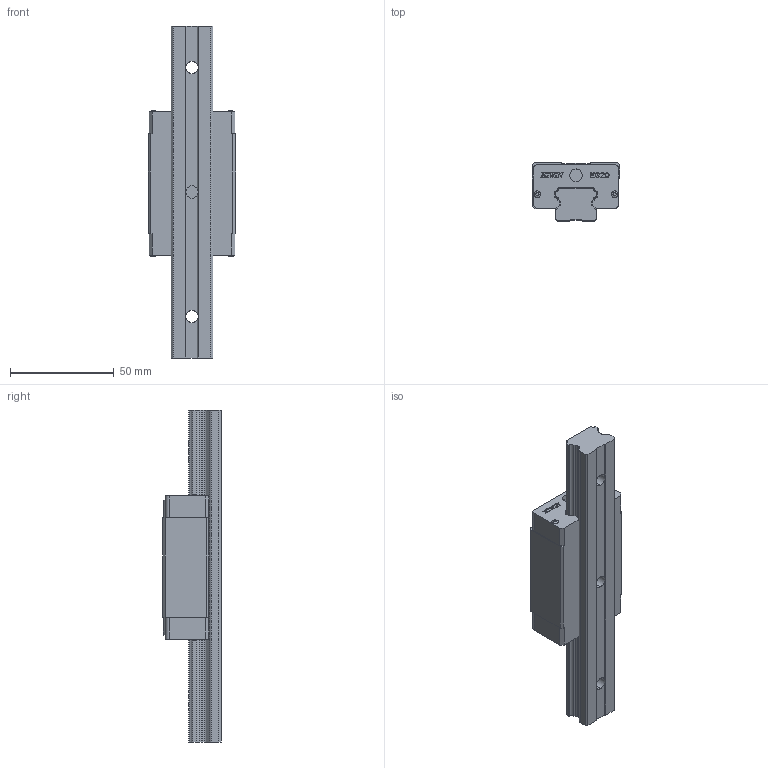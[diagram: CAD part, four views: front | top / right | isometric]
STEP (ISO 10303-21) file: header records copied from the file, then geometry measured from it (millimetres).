
FILE_DESCRIPTION(('STEP AP214'),'1');
FILE_NAME('egh20ca.stp','2022-09-14T02:49:02',('TraceParts'),('TraceParts S.A.'),'Spatial InterOp 3D',' ',' ');
FILE_SCHEMA(('AUTOMOTIVE_DESIGN { 1 0 10303 214 1 1 1 1 }'));
Length unit declared in the file: millimetre
Products named in the file (1): egh20ca_1
Bounding box: 42 x 28 x 160 mm (x, y, z)
Volume: 91942.8 mm3; surface area: 25819.3 mm2
Topology: 2 solids, 2 shells, 525 faces, 1501 edges, 1002 vertices
Faces by surface type: plane 331, cylinder 101, extrusion 77, bspline 8, cone 8
Entity records: 17866 total; most frequent: CARTESIAN_POINT 4198, ORIENTED_EDGE 3002, DIRECTION 2550, EDGE_CURVE 1501, VECTOR 1178, LINE 1101, VERTEX_POINT 1002, AXIS2_PLACEMENT_3D 686
